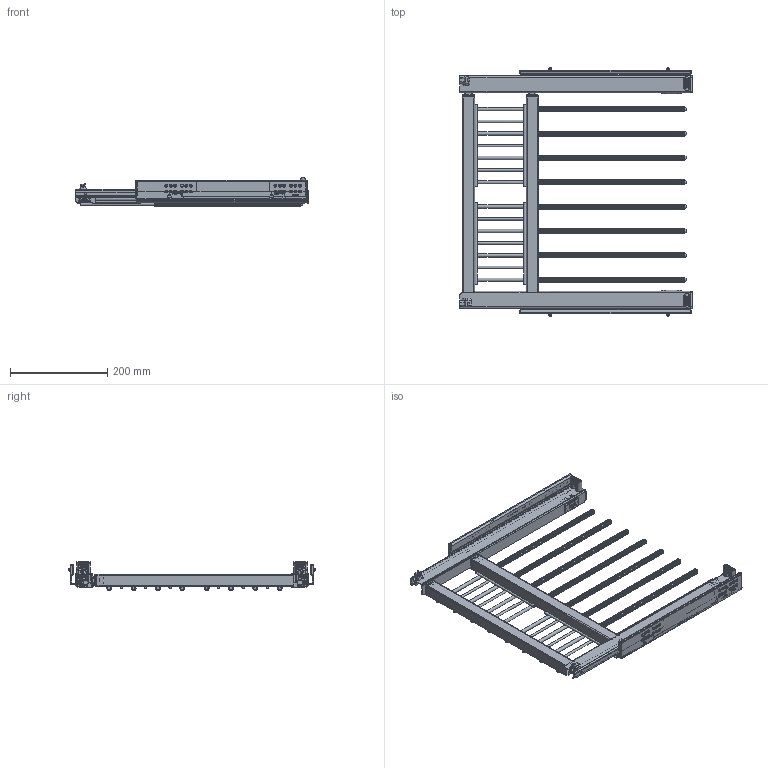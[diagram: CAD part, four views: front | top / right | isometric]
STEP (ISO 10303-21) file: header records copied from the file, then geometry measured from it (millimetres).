
FILE_DESCRIPTION((''),'2;1');
FILE_NAME('42113014 PANTALONERO 500 - 600.stp','2022-04-25T11:37:25',('rborque'),(''),'Autodesk Inventor 2010','Autodesk Inventor 2010','');
FILE_SCHEMA(('AUTOMOTIVE_DESIGN { 1 0 10303 214 1 1 1 1 }'));
Length unit declared in the file: millimetre
Products named in the file (32): 42113014 PANTALONERO 500 - 600; S0122919 LATERAL pantalonero 500-600 IZQDA; PLETINA IZQDA pantalonero Z; TUBO pantalonero 500-600 mod; ML00236; LATERAL pantalonero DCHA Z; PLETINA DCHA pantalonero Z; tapon trasero DCHO; guía tubo; TUBO 1218 pantalonero Z ; F CONTERA PANT; PD00134 tubo antideslizante L300; tapon trasero; click derecho G_SIM_ArmarioDefinitivo; LOGO 30x30_ArmarioDefinitivo; click fijacion 30x30_ArmarioDefinitivo; S0035308 hulstalogo 30x30; click derecho G_ArmarioDefinitivo; QUADRO V6.470 EB12.5 SS2 DCHA; MEDIO V6.470 EB 12.5 SS2 DCHA; CENTRO V6.470; piston DERECHA; FUNDA V6.470 DCHA; QUADRO V6.470 EB12.5 SS2 IZQDA; MEDIO V6.470 EB 12.5 SS2 IZQDA; CENTRO V6.470 IZQDA; piston IZQDA; FUNDA V6.470 IZQDA; EMBELLECEDOR GUIA QUADRO DCHO mod 01; EMBELLECEDOR GUIA CUADRO IZQDA mod 01; tirador 6
Assembly tree (43 placements, depth 3):
  42113014 PANTALONERO 500 - 600
    S0122919 LATERAL pantalonero 500-600 IZQDA
      PLETINA IZQDA pantalonero Z
      TUBO pantalonero 500-600 mod
      ML00236  x2
    LATERAL pantalonero DCHA Z
      PLETINA DCHA pantalonero Z
      tapon trasero DCHO
      guía tubo  x2
      TUBO 1218 pantalonero Z 
    F CONTERA PANT  x2
    PD00134 tubo antideslizante L300  x8
    tapon trasero
    click derecho G_SIM_ArmarioDefinitivo
    LOGO 30x30_ArmarioDefinitivo  x2
      click fijacion 30x30_ArmarioDefinitivo
      LOGO 30x30_ArmarioDefinitivo
      S0035308 hulstalogo 30x30
    click derecho G_ArmarioDefinitivo
    QUADRO V6.470 EB12.5 SS2 DCHA
      MEDIO V6.470 EB 12.5 SS2 DCHA
      CENTRO V6.470
      piston DERECHA
      FUNDA V6.470 DCHA
    QUADRO V6.470 EB12.5 SS2 IZQDA
      MEDIO V6.470 EB 12.5 SS2 IZQDA
      CENTRO V6.470 IZQDA
      piston IZQDA
      FUNDA V6.470 IZQDA
    EMBELLECEDOR GUIA QUADRO DCHO mod 01
    EMBELLECEDOR GUIA CUADRO IZQDA mod 01
    tirador 6  x2
Bounding box: 476.5 x 509 x 59.65 mm (x, y, z)
Volume: 793594.9 mm3; surface area: 966070.6 mm2
Topology: 43 solids, 43 shells, 4751 faces, 12824 edges, 8308 vertices
Faces by surface type: plane 2159, bspline 1578, cylinder 818, cone 97, sphere 54, torus 45
Full cylindrical faces by diameter (mm): 0.8 x8, 1.8 x8, 2 x4, 3.2 x9, 4 x11, 4.2 x6, 4.9 x10, 5 x8, 6 x24, 7 x8, 8 x8
Entity records: 125079 total; most frequent: CARTESIAN_POINT 40193, ORIENTED_EDGE 18700, DIRECTION 14369, EDGE_CURVE 9350, VECTOR 6155, LINE 6155, VERTEX_POINT 6154, EDGE_LOOP 4158
